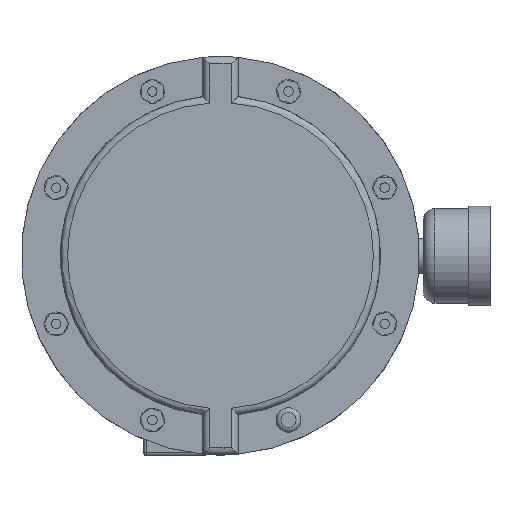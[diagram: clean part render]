
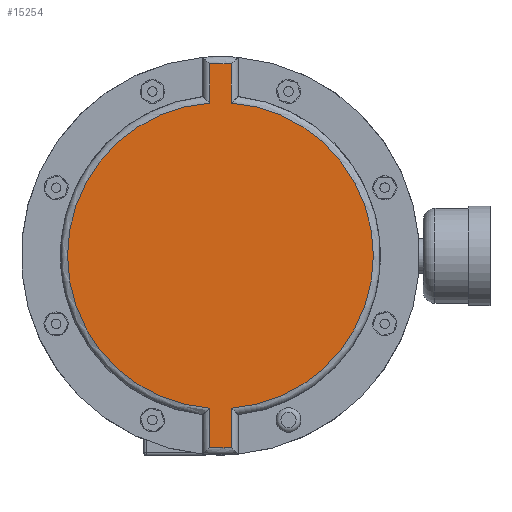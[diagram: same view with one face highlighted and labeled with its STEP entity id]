
A CAD part, top view. The second image highlights one B-rep face of the part: STEP entity #15254.
In plain terms, the highlighted planar face has unit normal (0, 0, 1).
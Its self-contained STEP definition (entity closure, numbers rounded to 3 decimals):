
#807=LINE('',#23726,#2083);
#809=LINE('',#23798,#2085);
#812=LINE('',#23804,#2088);
#814=LINE('',#23840,#2090);
#2083=VECTOR('',#18346,16.532);
#2085=VECTOR('',#18362,16.532);
#2088=VECTOR('',#18367,16.532);
#2090=VECTOR('',#18377,16.532);
#3187=PLANE('',#16326);
#4063=FACE_OUTER_BOUND('',#5077,.T.);
#5077=EDGE_LOOP('',(#11205,#11206,#11207,#11208,#11209,#11210,#11211,#11212));
#6181=CIRCLE('',#16304,64.5);
#6182=CIRCLE('',#16307,81.);
#6185=CIRCLE('',#16311,64.5);
#6187=CIRCLE('',#16316,81.);
#7039=VERTEX_POINT('',#23693);
#7040=VERTEX_POINT('',#23708);
#7041=VERTEX_POINT('',#23725);
#7043=VERTEX_POINT('',#23744);
#7047=VERTEX_POINT('',#23766);
#7048=VERTEX_POINT('',#23781);
#7050=VERTEX_POINT('',#23803);
#7052=VERTEX_POINT('',#23822);
#8606=EDGE_CURVE('',#7039,#7040,#6181,.T.);
#8608=EDGE_CURVE('',#7040,#7041,#807,.T.);
#8611=EDGE_CURVE('',#7041,#7043,#6182,.T.);
#8616=EDGE_CURVE('',#7047,#7048,#6185,.T.);
#8618=EDGE_CURVE('',#7043,#7047,#809,.T.);
#8621=EDGE_CURVE('',#7048,#7050,#812,.T.);
#8624=EDGE_CURVE('',#7050,#7052,#6187,.T.);
#8627=EDGE_CURVE('',#7052,#7039,#814,.T.);
#11205=ORIENTED_EDGE('',*,*,#8616,.F.);
#11206=ORIENTED_EDGE('',*,*,#8618,.F.);
#11207=ORIENTED_EDGE('',*,*,#8611,.F.);
#11208=ORIENTED_EDGE('',*,*,#8608,.F.);
#11209=ORIENTED_EDGE('',*,*,#8606,.F.);
#11210=ORIENTED_EDGE('',*,*,#8627,.F.);
#11211=ORIENTED_EDGE('',*,*,#8624,.F.);
#11212=ORIENTED_EDGE('',*,*,#8621,.F.);
#15254=ADVANCED_FACE('',(#4063),#3187,.T.);
#16304=AXIS2_PLACEMENT_3D('',#23709,#18342,#18343);
#16307=AXIS2_PLACEMENT_3D('',#23745,#18350,#18351);
#16311=AXIS2_PLACEMENT_3D('',#23782,#18358,#18359);
#16316=AXIS2_PLACEMENT_3D('',#23823,#18372,#18373);
#16326=AXIS2_PLACEMENT_3D('',#23866,#18403,#18404);
#18342=DIRECTION('center_axis',(0.,0.,-1.));
#18343=DIRECTION('ref_axis',(-1.,0.,0.));
#18346=DIRECTION('',(0.,1.,0.));
#18350=DIRECTION('center_axis',(0.,0.,-1.));
#18351=DIRECTION('ref_axis',(0.,1.,0.));
#18358=DIRECTION('center_axis',(0.,0.,-1.));
#18359=DIRECTION('ref_axis',(1.,0.,0.));
#18362=DIRECTION('',(0.,-1.,0.));
#18367=DIRECTION('',(0.,-1.,0.));
#18372=DIRECTION('center_axis',(0.,0.,-1.));
#18373=DIRECTION('ref_axis',(0.,-1.,0.));
#18377=DIRECTION('',(0.,1.,0.));
#18403=DIRECTION('center_axis',(0.,0.,1.));
#18404=DIRECTION('ref_axis',(1.,0.,0.));
#23693=CARTESIAN_POINT('',(-4.5,-64.343,364.));
#23708=CARTESIAN_POINT('',(-4.5,64.343,364.));
#23709=CARTESIAN_POINT('Origin',(0.,0.,364.));
#23725=CARTESIAN_POINT('',(-4.5,80.875,364.));
#23726=CARTESIAN_POINT('',(-4.5,0.,364.));
#23744=CARTESIAN_POINT('',(4.5,80.875,364.));
#23745=CARTESIAN_POINT('Origin',(0.,0.,364.));
#23766=CARTESIAN_POINT('',(4.5,64.343,364.));
#23781=CARTESIAN_POINT('',(4.5,-64.343,364.));
#23782=CARTESIAN_POINT('Origin',(0.,0.,364.));
#23798=CARTESIAN_POINT('',(4.5,0.,364.));
#23803=CARTESIAN_POINT('',(4.5,-80.875,364.));
#23804=CARTESIAN_POINT('',(4.5,0.,364.));
#23822=CARTESIAN_POINT('',(-4.5,-80.875,364.));
#23823=CARTESIAN_POINT('Origin',(0.,0.,364.));
#23840=CARTESIAN_POINT('',(-4.5,0.,364.));
#23866=CARTESIAN_POINT('Origin',(0.,0.,
364.));
